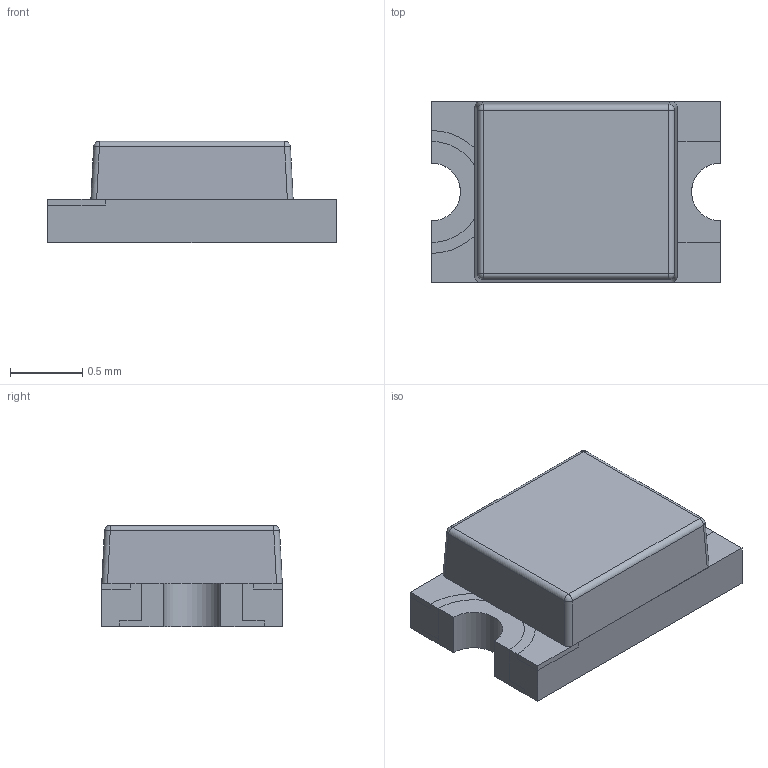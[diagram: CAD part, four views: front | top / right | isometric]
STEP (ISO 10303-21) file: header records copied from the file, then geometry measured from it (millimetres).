
FILE_DESCRIPTION(('CAx-IF Rec.Pracs.---Model Styling and Organization---1.5---2016-08-15','CAx-IF Rec.Pracs.---Geometric and Assembly Validation Properties---4.4---2016-08-17','CAx-IF Rec.Pracs.---User Defined Attributes---1.5---2016-08-15','CAx-IF Rec.Pracs.---External References---2.1---2005-01-19'),'2;1');
FILE_NAME('D_SMD_0805_LED.step','2020-08-17T17:56:22',('Unspecified'),('Unspecified'),'CAD Exchanger 3.8.1 (cadexchanger.com)','Unspecified','');
FILE_SCHEMA(('AUTOMOTIVE_DESIGN { 1 0 10303 214 1 1 1 1 }'));
Length unit declared in the file: millimetre
Products named in the file (6): Assem1; base; cover; housing; marking; base_2
Assembly tree (6 placements, depth 2):
  Assem1
    base
    cover
    housing
    marking  x2
    base_2
Bounding box: 2 x 1.25 x 0.7 mm (x, y, z)
Volume: 1.4 mm3; surface area: 15.2 mm2
Topology: 6 solids, 6 shells, 82 faces, 199 edges, 126 vertices
Faces by surface type: plane 62, cylinder 16, sphere 4
Entity records: 2836 total; most frequent: CARTESIAN_POINT 383, DIRECTION 377, ORIENTED_EDGE 366, EDGE_CURVE 183, LINE 153, VECTOR 153, VERTEX_POINT 118, AXIS2_PLACEMENT_3D 112
